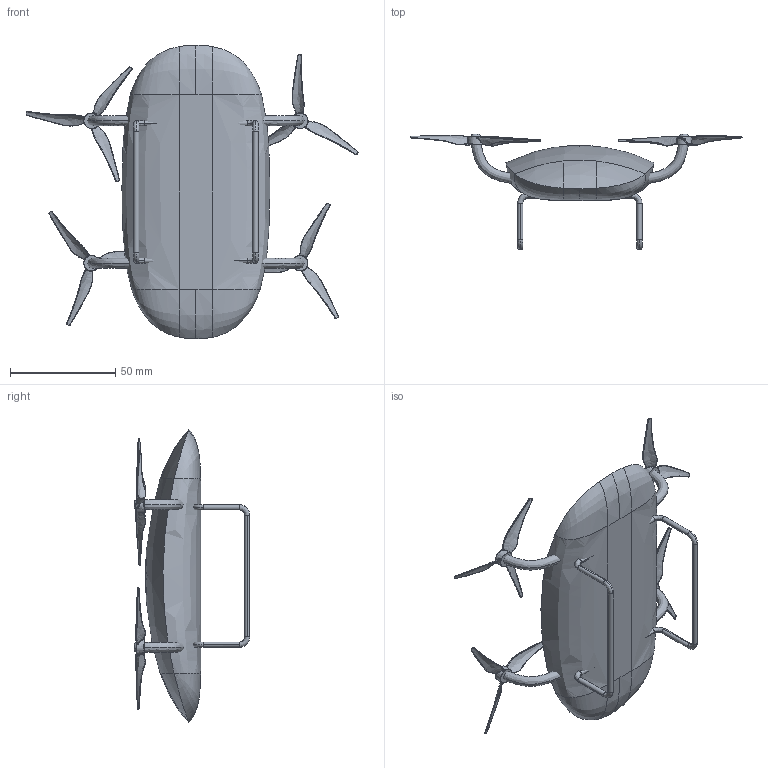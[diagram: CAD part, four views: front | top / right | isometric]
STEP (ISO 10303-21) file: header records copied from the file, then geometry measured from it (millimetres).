
FILE_DESCRIPTION(('FreeCAD Model'),'2;1');
FILE_NAME('Open CASCADE Shape Model','2025-04-27T01:26:13',('FreeCAD'),( 'FreeCAD'),'Open CASCADE STEP processor 7.6','FreeCAD','Unknown');
FILE_SCHEMA(('AUTOMOTIVE_DESIGN { 1 0 10303 214 1 1 1 1 }'));
Products named in the file (1): Open CASCADE STEP translator 7.6 1
Bounding box: 157.91 x 55.01 x 139.82 mm (x, y, z)
Volume: 2442.2 mm3; surface area: 27936.5 mm2
Topology: 6 solids, 11 shells, 823 faces, 1972 edges, 1168 vertices
Faces by surface type: bspline 823
Entity records: 60504 total; most frequent: CARTESIAN_POINT 49513, ORIENTED_EDGE 3936, EDGE_CURVE 1968, B_SPLINE_CURVE_WITH_KNOTS 1260, VERTEX_POINT 1168, FACE_BOUND 832, EDGE_LOOP 832, ADVANCED_FACE 823
